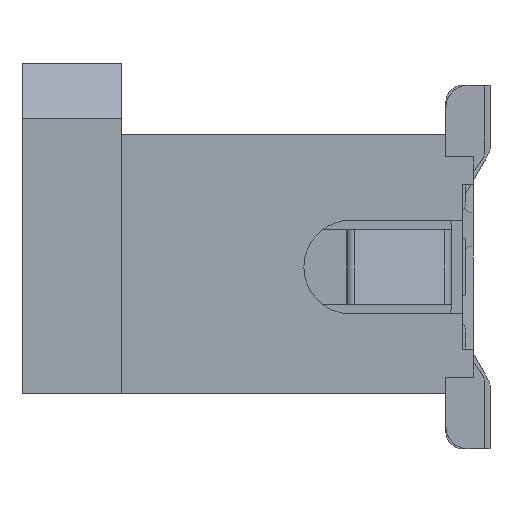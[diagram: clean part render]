
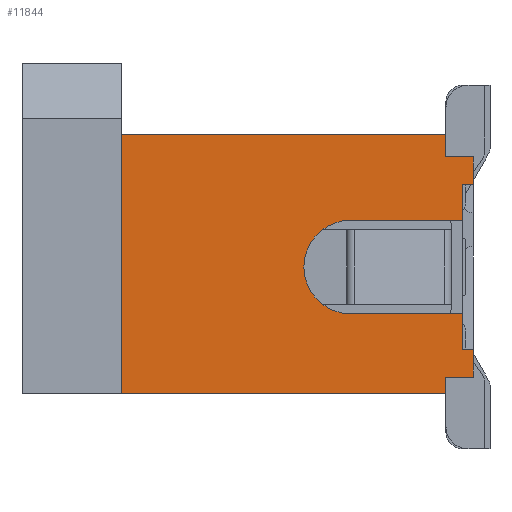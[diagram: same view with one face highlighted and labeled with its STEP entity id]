
A CAD part, left-side view. The second image highlights one B-rep face of the part: STEP entity #11844.
In plain terms, the highlighted planar face has unit normal (-1, 0, 0).
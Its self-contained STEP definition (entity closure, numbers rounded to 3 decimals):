
#275=CIRCLE('',#12687,0.425);
#1966=ORIENTED_EDGE('',*,*,#4766,.T.);
#1967=ORIENTED_EDGE('',*,*,#4802,.F.);
#1968=ORIENTED_EDGE('',*,*,#4809,.F.);
#1969=ORIENTED_EDGE('',*,*,#4810,.F.);
#1970=ORIENTED_EDGE('',*,*,#4732,.F.);
#1971=ORIENTED_EDGE('',*,*,#4811,.T.);
#1972=ORIENTED_EDGE('',*,*,#4812,.T.);
#1973=ORIENTED_EDGE('',*,*,#4813,.F.);
#1974=ORIENTED_EDGE('',*,*,#4814,.F.);
#1975=ORIENTED_EDGE('',*,*,#4806,.F.);
#1976=ORIENTED_EDGE('',*,*,#4815,.T.);
#1977=ORIENTED_EDGE('',*,*,#4816,.T.);
#1978=ORIENTED_EDGE('',*,*,#4817,.T.);
#1979=ORIENTED_EDGE('',*,*,#4799,.T.);
#1980=ORIENTED_EDGE('',*,*,#4818,.T.);
#1981=ORIENTED_EDGE('',*,*,#4819,.T.);
#4732=EDGE_CURVE('',#6272,#6273,#7476,.T.);
#4766=EDGE_CURVE('',#6301,#6300,#7506,.T.);
#4799=EDGE_CURVE('',#6327,#6329,#275,.T.);
#4802=EDGE_CURVE('',#6330,#6300,#7536,.T.);
#4806=EDGE_CURVE('',#6333,#6334,#7540,.T.);
#4809=EDGE_CURVE('',#6336,#6330,#7543,.T.);
#4810=EDGE_CURVE('',#6273,#6336,#7544,.T.);
#4811=EDGE_CURVE('',#6272,#6337,#7545,.T.);
#4812=EDGE_CURVE('',#6337,#6338,#7546,.T.);
#4813=EDGE_CURVE('',#6339,#6338,#7547,.T.);
#4814=EDGE_CURVE('',#6334,#6339,#7548,.T.);
#4815=EDGE_CURVE('',#6333,#6340,#7549,.T.);
#4816=EDGE_CURVE('',#6340,#6341,#7550,.T.);
#4817=EDGE_CURVE('',#6341,#6327,#7551,.T.);
#4818=EDGE_CURVE('',#6329,#6342,#7552,.T.);
#4819=EDGE_CURVE('',#6342,#6301,#7553,.T.);
#6272=VERTEX_POINT('',#17793);
#6273=VERTEX_POINT('',#17795);
#6300=VERTEX_POINT('',#17859);
#6301=VERTEX_POINT('',#17861);
#6327=VERTEX_POINT('',#17921);
#6329=VERTEX_POINT('',#17925);
#6330=VERTEX_POINT('',#17932);
#6333=VERTEX_POINT('',#17939);
#6334=VERTEX_POINT('',#17941);
#6336=VERTEX_POINT('',#17947);
#6337=VERTEX_POINT('',#17950);
#6338=VERTEX_POINT('',#17952);
#6339=VERTEX_POINT('',#17954);
#6340=VERTEX_POINT('',#17957);
#6341=VERTEX_POINT('',#17959);
#6342=VERTEX_POINT('',#17962);
#7476=LINE('',#17794,#9006);
#7506=LINE('',#17860,#9036);
#7536=LINE('',#17931,#9066);
#7540=LINE('',#17940,#9070);
#7543=LINE('',#17946,#9073);
#7544=LINE('',#17948,#9074);
#7545=LINE('',#17949,#9075);
#7546=LINE('',#17951,#9076);
#7547=LINE('',#17953,#9077);
#7548=LINE('',#17955,#9078);
#7549=LINE('',#17956,#9079);
#7550=LINE('',#17958,#9080);
#7551=LINE('',#17960,#9081);
#7552=LINE('',#17961,#9082);
#7553=LINE('',#17963,#9083);
#9006=VECTOR('',#14512,1000.);
#9036=VECTOR('',#14558,1000.);
#9066=VECTOR('',#14612,1000.);
#9070=VECTOR('',#14618,1000.);
#9073=VECTOR('',#14623,1000.);
#9074=VECTOR('',#14624,1000.);
#9075=VECTOR('',#14625,1000.);
#9076=VECTOR('',#14626,1000.);
#9077=VECTOR('',#14627,1000.);
#9078=VECTOR('',#14628,1000.);
#9079=VECTOR('',#14629,1000.);
#9080=VECTOR('',#14630,1000.);
#9081=VECTOR('',#14631,1000.);
#9082=VECTOR('',#14632,1000.);
#9083=VECTOR('',#14633,1000.);
#10222=EDGE_LOOP('',(#1966,#1967,#1968,#1969,#1970,#1971,#1972,#1973,#1974,
#1975,#1976,#1977,#1978,#1979,#1980,#1981));
#10802=FACE_BOUND('',#10222,.T.);
#11292=PLANE('',#12691);
#11844=ADVANCED_FACE('',(#10802),#11292,.F.);
#12687=AXIS2_PLACEMENT_3D('',#17926,#14604,#14605);
#12691=AXIS2_PLACEMENT_3D('',#17945,#14621,#14622);
#14512=DIRECTION('',(0.,-1.,0.));
#14558=DIRECTION('',(0.,-1.,0.));
#14604=DIRECTION('',(1.,0.,0.));
#14605=DIRECTION('',(0.,0.,-1.));
#14612=DIRECTION('',(0.,0.,-1.));
#14618=DIRECTION('',(0.,0.,-1.));
#14621=DIRECTION('',(1.,0.,0.));
#14622=DIRECTION('',(0.,0.,-1.));
#14623=DIRECTION('',(0.,-1.,0.));
#14624=DIRECTION('',(0.,0.,-1.));
#14625=DIRECTION('',(0.,0.,-1.));
#14626=DIRECTION('',(0.,-1.,0.));
#14627=DIRECTION('',(0.,0.,-1.));
#14628=DIRECTION('',(0.,1.,0.));
#14629=DIRECTION('',(0.,1.,0.));
#14630=DIRECTION('',(0.,0.,1.));
#14631=DIRECTION('',(0.,1.,0.));
#14632=DIRECTION('',(0.,-1.,0.));
#14633=DIRECTION('',(0.,0.,1.));
#17793=CARTESIAN_POINT('',(-5.225,3.2,1.175));
#17794=CARTESIAN_POINT('',(-5.225,3.2,1.175));
#17795=CARTESIAN_POINT('',(-5.225,0.25,1.175));
#17859=CARTESIAN_POINT('',(-5.225,0.,0.725));
#17860=CARTESIAN_POINT('',(-5.225,0.1,0.725));
#17861=CARTESIAN_POINT('',(-5.225,0.1,0.725));
#17921=CARTESIAN_POINT('',(-5.225,1.115,-0.45));
#17925=CARTESIAN_POINT('',(-5.225,1.115,0.4));
#17926=CARTESIAN_POINT('',(-5.225,1.115,-0.025));
#17931=CARTESIAN_POINT('',(-5.225,0.,1.175));
#17932=CARTESIAN_POINT('',(-5.225,0.,0.975));
#17939=CARTESIAN_POINT('',(-5.225,0.,-0.775));
#17940=CARTESIAN_POINT('',(-5.225,0.,1.175));
#17941=CARTESIAN_POINT('',(-5.225,0.,-1.025));
#17945=CARTESIAN_POINT('',(-5.225,3.2,1.175));
#17946=CARTESIAN_POINT('',(-5.225,0.25,0.975));
#17947=CARTESIAN_POINT('',(-5.225,0.25,0.975));
#17948=CARTESIAN_POINT('',(-5.225,0.25,1.175));
#17949=CARTESIAN_POINT('',(-5.225,3.2,1.175));
#17950=CARTESIAN_POINT('',(-5.225,3.2,-1.175));
#17951=CARTESIAN_POINT('',(-5.225,3.2,-1.175));
#17952=CARTESIAN_POINT('',(-5.225,0.25,-1.175));
#17953=CARTESIAN_POINT('',(-5.225,0.25,-1.025));
#17954=CARTESIAN_POINT('',(-5.225,0.25,-1.025));
#17955=CARTESIAN_POINT('',(-5.225,0.,-1.025));
#17956=CARTESIAN_POINT('',(-5.225,0.,-0.775));
#17957=CARTESIAN_POINT('',(-5.225,0.1,-0.775));
#17958=CARTESIAN_POINT('',(-5.225,0.1,-0.775));
#17959=CARTESIAN_POINT('',(-5.225,0.1,-0.45));
#17960=CARTESIAN_POINT('',(-5.225,0.1,-0.45));
#17961=CARTESIAN_POINT('',(-5.225,1.115,0.4));
#17962=CARTESIAN_POINT('',(-5.225,0.1,0.4));
#17963=CARTESIAN_POINT('',(-5.225,0.1,0.4));
